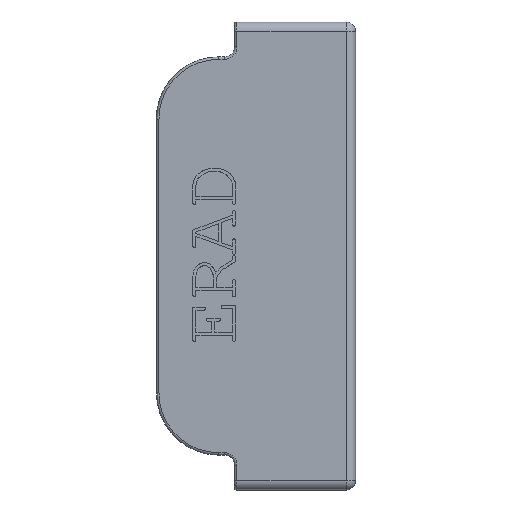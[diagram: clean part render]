
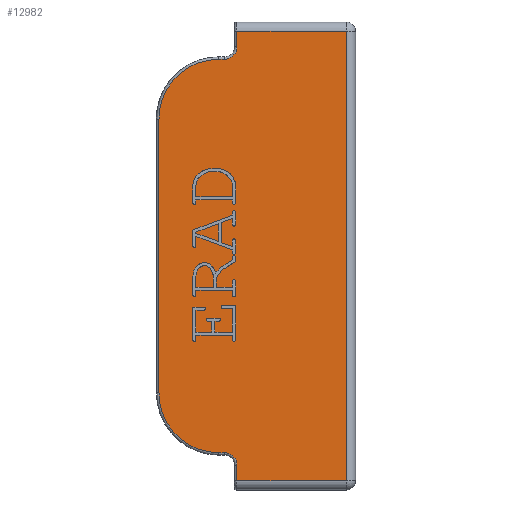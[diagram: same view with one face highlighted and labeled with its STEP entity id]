
A CAD part, left-side view. The second image highlights one B-rep face of the part: STEP entity #12982.
In plain terms, the highlighted planar face has unit normal (-1, 0, 0).
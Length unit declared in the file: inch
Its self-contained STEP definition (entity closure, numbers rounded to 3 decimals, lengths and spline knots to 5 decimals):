
#1460=FACE_OUTER_BOUND('',#2238,.T.);
#2238=EDGE_LOOP('',(#9365,#9366,#9367,#9368,#9369,#9370,#9371,#9372,#9373,
#9374,#9375,#9376));
#2974=LINE('',#17280,#4010);
#2976=LINE('',#17292,#4012);
#2978=LINE('',#17304,#4014);
#2980=LINE('',#17316,#4016);
#2982=LINE('',#17328,#4018);
#3084=LINE('',#17771,#4120);
#3085=LINE('',#17773,#4121);
#3086=LINE('',#17774,#4122);
#4010=VECTOR('',#14837,0.3937);
#4012=VECTOR('',#14851,0.3937);
#4014=VECTOR('',#14865,0.3937);
#4016=VECTOR('',#14879,0.3937);
#4018=VECTOR('',#14893,0.3937);
#4120=VECTOR('',#15371,0.3937);
#4121=VECTOR('',#15372,0.3937);
#4122=VECTOR('',#15373,0.3937);
#5051=CIRCLE('',#13792,0.25);
#5055=CIRCLE('',#13798,1.2);
#5059=CIRCLE('',#13804,1.2);
#5063=CIRCLE('',#13810,0.25);
#5397=VERTEX_POINT('',#17270);
#5399=VERTEX_POINT('',#17276);
#5401=VERTEX_POINT('',#17282);
#5403=VERTEX_POINT('',#17288);
#5405=VERTEX_POINT('',#17294);
#5407=VERTEX_POINT('',#17300);
#5409=VERTEX_POINT('',#17306);
#5411=VERTEX_POINT('',#17312);
#5413=VERTEX_POINT('',#17318);
#5415=VERTEX_POINT('',#17324);
#5525=VERTEX_POINT('',#17770);
#5526=VERTEX_POINT('',#17772);
#6775=EDGE_CURVE('',#5397,#5399,#2974,.T.);
#6778=EDGE_CURVE('',#5399,#5401,#5051,.T.);
#6781=EDGE_CURVE('',#5401,#5403,#2976,.T.);
#6784=EDGE_CURVE('',#5403,#5405,#5055,.T.);
#6787=EDGE_CURVE('',#5405,#5407,#2978,.T.);
#6790=EDGE_CURVE('',#5407,#5409,#5059,.T.);
#6793=EDGE_CURVE('',#5409,#5411,#2980,.T.);
#6796=EDGE_CURVE('',#5411,#5413,#5063,.T.);
#6799=EDGE_CURVE('',#5413,#5415,#2982,.T.);
#7000=EDGE_CURVE('',#5525,#5397,#3084,.T.);
#7001=EDGE_CURVE('',#5526,#5525,#3085,.T.);
#7002=EDGE_CURVE('',#5415,#5526,#3086,.T.);
#9365=ORIENTED_EDGE('',*,*,#6775,.F.);
#9366=ORIENTED_EDGE('',*,*,#7000,.F.);
#9367=ORIENTED_EDGE('',*,*,#7001,.F.);
#9368=ORIENTED_EDGE('',*,*,#7002,.F.);
#9369=ORIENTED_EDGE('',*,*,#6799,.F.);
#9370=ORIENTED_EDGE('',*,*,#6796,.F.);
#9371=ORIENTED_EDGE('',*,*,#6793,.F.);
#9372=ORIENTED_EDGE('',*,*,#6790,.F.);
#9373=ORIENTED_EDGE('',*,*,#6787,.F.);
#9374=ORIENTED_EDGE('',*,*,#6784,.F.);
#9375=ORIENTED_EDGE('',*,*,#6781,.F.);
#9376=ORIENTED_EDGE('',*,*,#6778,.F.);
#12611=PLANE('',#14000);
#12982=ADVANCED_FACE('',(#1460),#12611,.T.);
#13792=AXIS2_PLACEMENT_3D('',#17286,#14844,#14845);
#13798=AXIS2_PLACEMENT_3D('',#17298,#14858,#14859);
#13804=AXIS2_PLACEMENT_3D('',#17310,#14872,#14873);
#13810=AXIS2_PLACEMENT_3D('',#17322,#14886,#14887);
#14000=AXIS2_PLACEMENT_3D('',#17769,#15369,#15370);
#14837=DIRECTION('',(0.,0.,1.));
#14844=DIRECTION('center_axis',(-1.,0.,0.));
#14845=DIRECTION('ref_axis',(0.,-0.707,0.707));
#14851=DIRECTION('',(0.,1.,0.));
#14858=DIRECTION('center_axis',(1.,0.,0.));
#14859=DIRECTION('ref_axis',(0.,0.707,-0.707));
#14865=DIRECTION('',(0.,0.,1.));
#14872=DIRECTION('center_axis',(1.,0.,0.));
#14873=DIRECTION('ref_axis',(0.,0.707,0.707));
#14879=DIRECTION('',(0.,-1.,0.));
#14886=DIRECTION('center_axis',(-1.,0.,0.));
#14887=DIRECTION('ref_axis',(0.,-0.707,-0.707));
#14893=DIRECTION('',(0.,0.,1.));
#15369=DIRECTION('center_axis',(-1.,0.,0.));
#15370=DIRECTION('ref_axis',(0.,-1.,0.));
#15371=DIRECTION('',(0.,1.,0.));
#15372=DIRECTION('',(0.,0.,-1.));
#15373=DIRECTION('',(0.,-1.,0.));
#17270=CARTESIAN_POINT('',(0.,2.384,0.187));
#17276=CARTESIAN_POINT('',(0.,2.384,0.5));
#17280=CARTESIAN_POINT('',(0.,2.384,0.125));
#17282=CARTESIAN_POINT('',(0.,2.634,0.75));
#17286=CARTESIAN_POINT('Origin',(0.,2.634,0.5));
#17288=CARTESIAN_POINT('',(0.,2.75,0.75));
#17292=CARTESIAN_POINT('',(0.,2.9985,0.75));
#17294=CARTESIAN_POINT('',(0.,3.95,1.95));
#17298=CARTESIAN_POINT('Origin',(0.,2.75,1.95));
#17300=CARTESIAN_POINT('',(0.,3.95,7.45));
#17304=CARTESIAN_POINT('',(0.,3.95,4.35));
#17306=CARTESIAN_POINT('',(0.,2.75,8.65));
#17310=CARTESIAN_POINT('Origin',(0.,2.75,7.45));
#17312=CARTESIAN_POINT('',(0.,2.634,8.65));
#17316=CARTESIAN_POINT('',(0.,3.9985,8.65));
#17318=CARTESIAN_POINT('',(0.,2.384,8.9));
#17322=CARTESIAN_POINT('Origin',(0.,2.634,8.9));
#17324=CARTESIAN_POINT('',(0.,2.384,9.213));
#17328=CARTESIAN_POINT('',(0.,2.384,4.575));
#17769=CARTESIAN_POINT('Origin',(0.,3.563,0.));
#17770=CARTESIAN_POINT('',(0.,0.187,0.187));
#17771=CARTESIAN_POINT('',(0.,2.45722,0.187));
#17772=CARTESIAN_POINT('',(0.,0.187,9.213));
#17773=CARTESIAN_POINT('',(0.,0.187,0.));
#17774=CARTESIAN_POINT('',(0.,2.45722,9.213));
